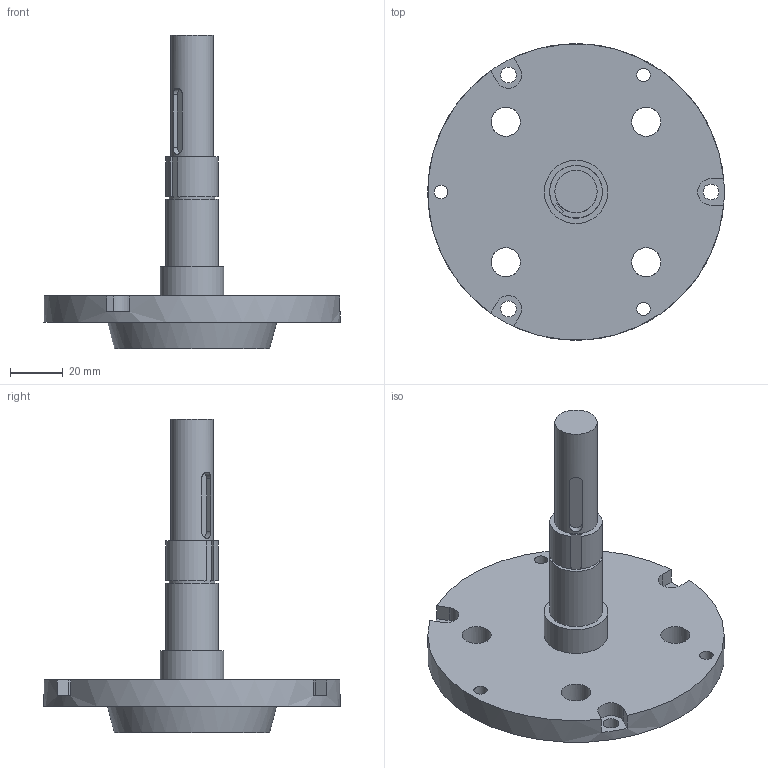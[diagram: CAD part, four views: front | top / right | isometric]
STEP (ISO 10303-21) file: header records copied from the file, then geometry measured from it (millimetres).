
FILE_DESCRIPTION(/* description */ (''),/* implementation_level */ '2;1');
FILE_NAME(/* name */ 'BV-04.step',/* time_stamp */ '2024-05-09T15:52:12+01:00',/* author */ (''),/* organization */ (''),/* preprocessor_version */ 'ST-DEVELOPER v20',/* originating_system */ 'Autodesk Translation Framework v12.20.1.177',/* authorisation */ '');
FILE_SCHEMA (('AUTOMOTIVE_DESIGN { 1 0 10303 214 3 1 1 }'));
Length unit declared in the file: millimetre
Products named in the file (1): BV-04
Bounding box: 112 x 112 x 118.5 mm (x, y, z)
Volume: 133180.5 mm3; surface area: 33424.5 mm2
Topology: 1 solids, 1 shells, 47 faces, 124 edges, 82 vertices
Faces by surface type: plane 24, cylinder 22, cone 1
Full cylindrical faces by diameter (mm): 5.035 x3, 6 x3, 11 x4, 16 x1, 19.884 x1, 24 x1, 44 x1, 112 x1
Entity records: 1581 total; most frequent: CARTESIAN_POINT 290, DIRECTION 274, ORIENTED_EDGE 248, EDGE_CURVE 124, AXIS2_PLACEMENT_3D 106, VERTEX_POINT 82, EDGE_LOOP 70, LINE 62
